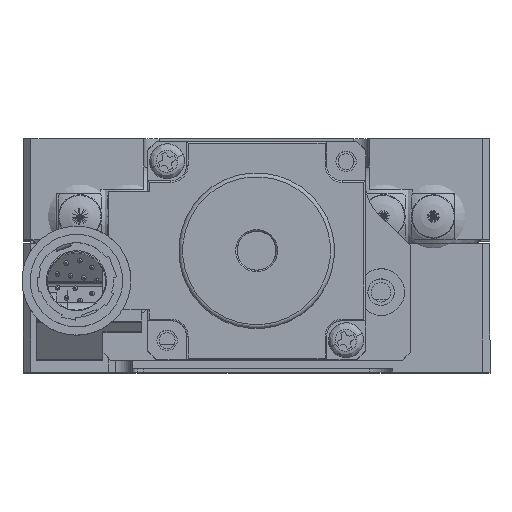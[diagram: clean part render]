
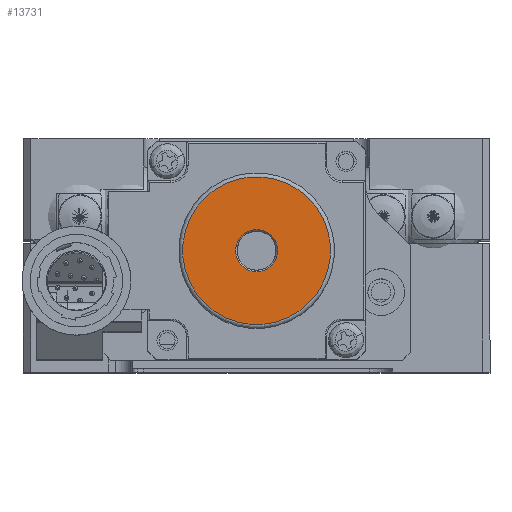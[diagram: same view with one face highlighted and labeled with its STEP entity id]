
A CAD part, top view. The second image highlights one B-rep face of the part: STEP entity #13731.
In plain terms, the highlighted planar face has unit normal (0, 0, 1).
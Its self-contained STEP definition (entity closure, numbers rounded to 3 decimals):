
#2424 = EDGE_LOOP ( 'NONE', ( #17033 ) ) ;
#3315 = PLANE ( 'NONE',  #7045 ) ;
#3398 = DIRECTION ( 'NONE',  ( -0.708, -0.707, 0. ) ) ;
#3891 = CARTESIAN_POINT ( 'NONE',  ( -60.784, 76.49, 112.814 ) ) ;
#4337 = AXIS2_PLACEMENT_3D ( 'NONE', #6968, #16638, #3398 ) ;
#6968 = CARTESIAN_POINT ( 'NONE',  ( -54.062, 83.203, 112.814 ) ) ;
#7045 = AXIS2_PLACEMENT_3D ( 'NONE', #10100, #16880, #20319 ) ;
#7066 = EDGE_CURVE ( 'NONE', #16671, #16671, #15084, .T. ) ;
#9137 = DIRECTION ( 'NONE',  ( -0.708, -0.707, 0. ) ) ;
#10100 = CARTESIAN_POINT ( 'NONE',  ( -54.062, 83.203, 112.814 ) ) ;
#10749 = EDGE_LOOP ( 'NONE', ( #21669 ) ) ;
#11767 = FACE_BOUND ( 'NONE', #2424, .T. ) ;
#13020 = DIRECTION ( 'NONE',  ( 0., 0., -1. ) ) ;
#13197 = CIRCLE ( 'NONE', #4337, 9.5 ) ;
#13731 = ADVANCED_FACE ( 'NONE', ( #11767, #18536 ), #3315, .T. ) ;
#15084 = CIRCLE ( 'NONE', #19356, 2.7 ) ;
#15461 = CARTESIAN_POINT ( 'NONE',  ( -54.062, 83.203, 112.814 ) ) ;
#16638 = DIRECTION ( 'NONE',  ( 0., 0., 1. ) ) ;
#16671 = VERTEX_POINT ( 'NONE', #20118 ) ;
#16880 = DIRECTION ( 'NONE',  ( 0., 0., 1. ) ) ;
#17033 = ORIENTED_EDGE ( 'NONE', *, *, #7066, .T. ) ;
#18536 = FACE_OUTER_BOUND ( 'NONE', #10749, .T. ) ;
#18873 = EDGE_CURVE ( 'NONE', #19120, #19120, #13197, .T. ) ;
#19120 = VERTEX_POINT ( 'NONE', #3891 ) ;
#19356 = AXIS2_PLACEMENT_3D ( 'NONE', #15461, #13020, #9137 ) ;
#20118 = CARTESIAN_POINT ( 'NONE',  ( -55.972, 81.295, 112.814 ) ) ;
#20319 = DIRECTION ( 'NONE',  ( -0.708, -0.707, 0. ) ) ;
#21669 = ORIENTED_EDGE ( 'NONE', *, *, #18873, .T. ) ;
